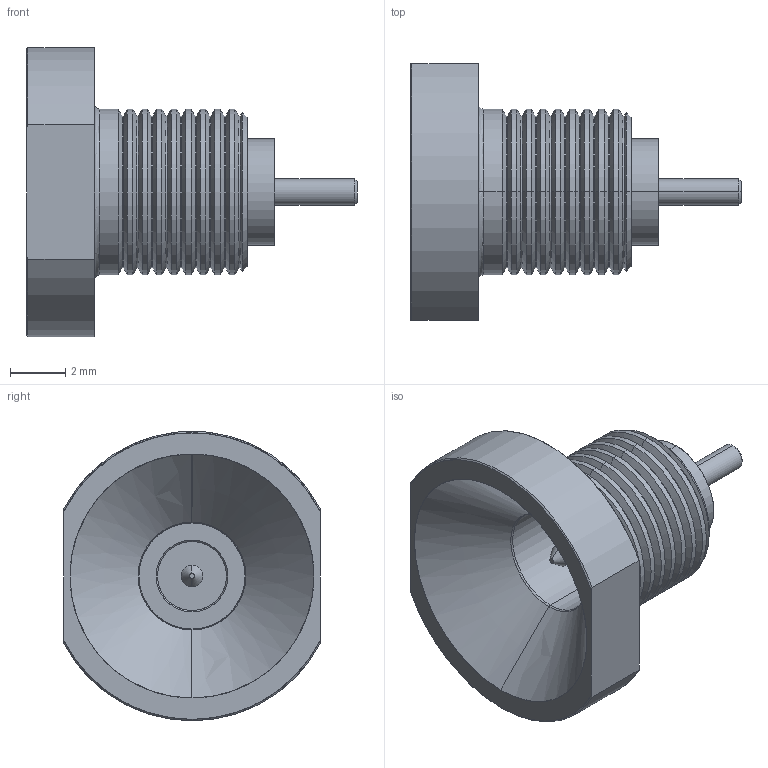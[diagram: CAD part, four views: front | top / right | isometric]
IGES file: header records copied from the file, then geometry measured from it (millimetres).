
Start section: SolidWorks IGES file using analytic representation for surfaces
Global section: file name: R222.M10.750.IGS; native system: SolidWorks 2014; preprocessor: SolidWorks 2014; author: sun_l; date: 150610.132546; units: millimetre
Bounding box: 12 x 9.3 x 10.5 mm (x, y, z)
Surface area: 473.3 mm2 (no closed solid volume)
Topology: 0 solids, 0 shells, 112 faces, 808 edges, 808 vertices
Faces by surface type: revolution 98, bspline 14
